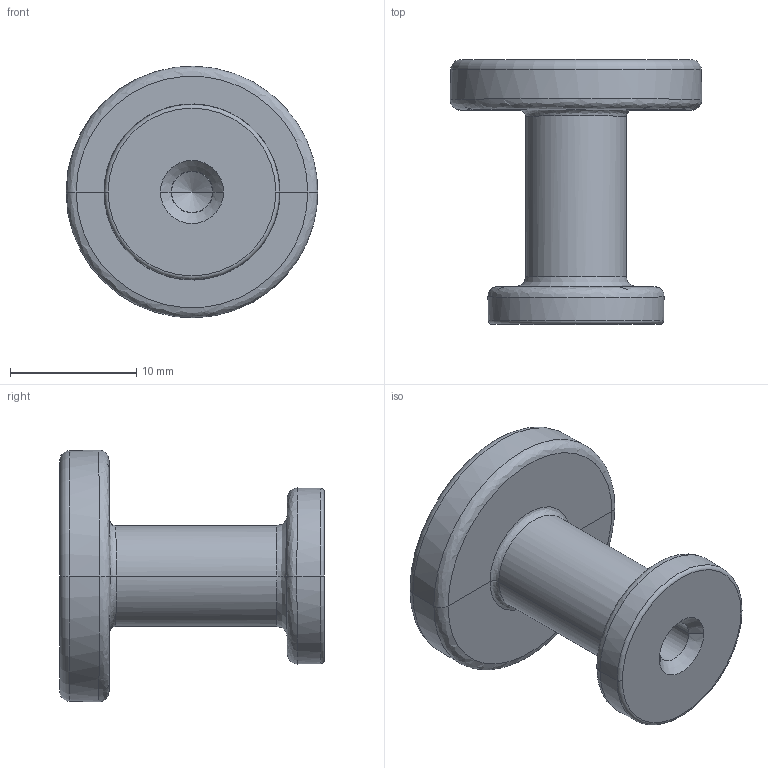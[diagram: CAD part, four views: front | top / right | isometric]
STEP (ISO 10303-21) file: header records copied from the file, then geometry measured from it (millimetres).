
FILE_DESCRIPTION(('Creo Elements/Direct Modeling STEP Export'),'2;1');
FILE_NAME('2505-20.stp','2021-02-04T15:49:21',(''),(''),'Creo Elements/Direct Modeling STEP processor for AP214 (Solid Model)','Creo Elements/Direct Modeling 20.0 12-Nov-2016 (C) Parametric Technology GmbH','');
FILE_SCHEMA(('AUTOMOTIVE_DESIGN { 1 0 10303 214 1 1 1 1 }'));
Length unit declared in the file: millimetre
Products named in the file (2): Griff_klein; ZN-11135
Assembly tree (1 placements, depth 2):
  ZN-11135
    Griff_klein
Bounding box: 19.97 x 21 x 19.96 mm (x, y, z)
Volume: 2284.9 mm3; surface area: 1581.2 mm2
Topology: 1 solids, 1 shells, 33 faces, 72 edges, 41 vertices
Faces by surface type: cone 8, bspline 8, plane 7, cylinder 6, torus 4
Entity records: 2638 total; most frequent: CARTESIAN_POINT 1977, ORIENTED_EDGE 140, DIRECTION 102, EDGE_CURVE 70, VERTEX_POINT 41, AXIS2_PLACEMENT_3D 40, EDGE_LOOP 35, FACE_OUTER_BOUND 33
